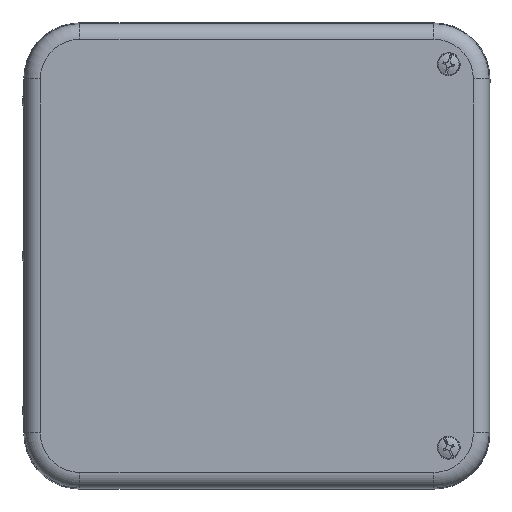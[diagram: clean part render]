
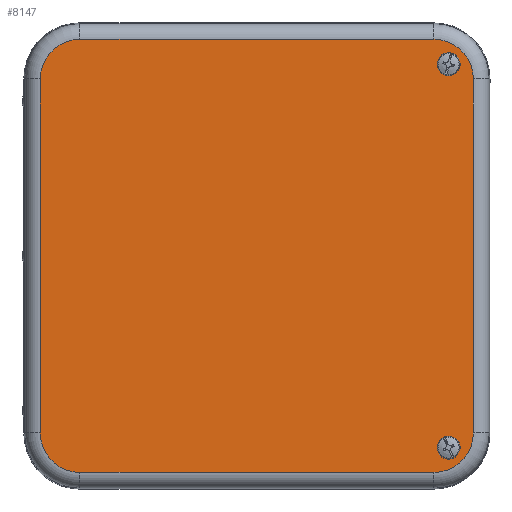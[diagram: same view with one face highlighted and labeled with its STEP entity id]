
A CAD part, top view. The second image highlights one B-rep face of the part: STEP entity #8147.
In plain terms, the highlighted planar face has unit normal (0, 0, 1).
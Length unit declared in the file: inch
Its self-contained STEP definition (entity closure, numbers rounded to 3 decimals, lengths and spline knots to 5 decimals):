
#633=LINE($,#15416,#1115);
#635=LINE($,#15436,#1117);
#638=LINE($,#15443,#1120);
#640=LINE($,#15458,#1122);
#1115=VECTOR($,#11323,5.713);
#1117=VECTOR($,#11347,5.713);
#1120=VECTOR($,#11354,5.713);
#1122=VECTOR($,#11374,5.713);
#1355=PLANE($,#9094);
#1593=FACE_BOUND($,#2944,.T.);
#1594=FACE_BOUND($,#2945,.T.);
#2261=FACE_OUTER_BOUND($,#2943,.T.);
#2943=EDGE_LOOP($,(#7230,#7231,#7232,#7233,#7234,#7235,#7236,#7237));
#2944=EDGE_LOOP($,(#7238));
#2945=EDGE_LOOP($,(#7239));
#3499=CIRCLE($,#9020,0.117);
#3501=CIRCLE($,#9023,0.117);
#3523=CIRCLE($,#9069,0.63807);
#3527=CIRCLE($,#9074,0.63807);
#3531=CIRCLE($,#9081,0.63807);
#3535=CIRCLE($,#9086,0.63807);
#4225=VERTEX_POINT($,#15322);
#4227=VERTEX_POINT($,#15327);
#4256=VERTEX_POINT($,#15413);
#4257=VERTEX_POINT($,#15415);
#4260=VERTEX_POINT($,#15422);
#4261=VERTEX_POINT($,#15427);
#4264=VERTEX_POINT($,#15434);
#4265=VERTEX_POINT($,#15439);
#4268=VERTEX_POINT($,#15446);
#4269=VERTEX_POINT($,#15451);
#5237=EDGE_CURVE($,#4225,#4225,#3499,.T.);
#5239=EDGE_CURVE($,#4227,#4227,#3501,.T.);
#5280=EDGE_CURVE($,#4256,#4257,#633,.T.);
#5284=EDGE_CURVE($,#4260,#4256,#3523,.T.);
#5288=EDGE_CURVE($,#4257,#4261,#3527,.T.);
#5290=EDGE_CURVE($,#4264,#4260,#635,.T.);
#5294=EDGE_CURVE($,#4261,#4265,#638,.T.);
#5296=EDGE_CURVE($,#4268,#4264,#3531,.T.);
#5300=EDGE_CURVE($,#4265,#4269,#3535,.T.);
#5302=EDGE_CURVE($,#4269,#4268,#640,.T.);
#7230=ORIENTED_EDGE($,*,*,#5280,.F.);
#7231=ORIENTED_EDGE($,*,*,#5284,.F.);
#7232=ORIENTED_EDGE($,*,*,#5290,.F.);
#7233=ORIENTED_EDGE($,*,*,#5296,.F.);
#7234=ORIENTED_EDGE($,*,*,#5302,.F.);
#7235=ORIENTED_EDGE($,*,*,#5300,.F.);
#7236=ORIENTED_EDGE($,*,*,#5294,.F.);
#7237=ORIENTED_EDGE($,*,*,#5288,.F.);
#7238=ORIENTED_EDGE($,*,*,#5237,.T.);
#7239=ORIENTED_EDGE($,*,*,#5239,.T.);
#8147=ADVANCED_FACE($,(#2261,#1593,#1594),#1355,.T.);
#9020=AXIS2_PLACEMENT_3D($,#15323,#11216,#11217);
#9023=AXIS2_PLACEMENT_3D($,#15328,#11222,#11223);
#9069=AXIS2_PLACEMENT_3D($,#15424,#11331,#11332);
#9074=AXIS2_PLACEMENT_3D($,#15431,#11341,#11342);
#9081=AXIS2_PLACEMENT_3D($,#15448,#11359,#11360);
#9086=AXIS2_PLACEMENT_3D($,#15455,#11369,#11370);
#9094=AXIS2_PLACEMENT_3D($,#15477,#11394,#11395);
#11216=DIRECTION('center_axis',(0.,0.,-1.));
#11217=DIRECTION('ref_axis',(1.,0.,0.));
#11222=DIRECTION('center_axis',(0.,0.,-1.));
#11223=DIRECTION('ref_axis',(1.,0.,0.));
#11323=DIRECTION($,(1.,0.,0.));
#11331=DIRECTION('center_axis',(0.,0.,-1.));
#11332=DIRECTION('ref_axis',(-0.707,0.707,0.));
#11341=DIRECTION('center_axis',(0.,0.,-1.));
#11342=DIRECTION('ref_axis',(0.707,0.707,0.));
#11347=DIRECTION($,(0.,1.,0.));
#11354=DIRECTION($,(0.,-1.,0.));
#11359=DIRECTION('center_axis',(0.,0.,-1.));
#11360=DIRECTION('ref_axis',(-0.707,-0.707,0.));
#11369=DIRECTION('center_axis',(0.,0.,-1.));
#11370=DIRECTION('ref_axis',(0.707,-0.707,0.));
#11374=DIRECTION($,(-1.,0.,0.));
#11394=DIRECTION('center_axis',(0.,0.,1.));
#11395=DIRECTION('ref_axis',(1.,0.,0.));
#15322=CARTESIAN_POINT('',(3.21075,-3.09375,0.76));
#15323=CARTESIAN_POINT('Origin',(3.09375,-3.09375,0.76));
#15327=CARTESIAN_POINT('',(3.21075,3.09375,0.76));
#15328=CARTESIAN_POINT('Origin',(3.09375,3.09375,0.76));
#15413=CARTESIAN_POINT('',(-2.8565,3.49457,0.76));
#15415=CARTESIAN_POINT('',(2.8565,3.49457,0.76));
#15416=CARTESIAN_POINT($,(-2.8565,3.49457,0.76));
#15422=CARTESIAN_POINT('',(-3.49457,2.8565,0.76));
#15424=CARTESIAN_POINT('Origin',(-2.8565,2.8565,0.76));
#15427=CARTESIAN_POINT('',(3.49457,2.8565,0.76));
#15431=CARTESIAN_POINT('Origin',(2.8565,2.8565,0.76));
#15434=CARTESIAN_POINT('',(-3.49457,-2.8565,0.76));
#15436=CARTESIAN_POINT($,(-3.49457,-2.8565,0.76));
#15439=CARTESIAN_POINT('',(3.49457,-2.8565,0.76));
#15443=CARTESIAN_POINT($,(3.49457,2.8565,0.76));
#15446=CARTESIAN_POINT('',(-2.8565,-3.49457,0.76));
#15448=CARTESIAN_POINT('Origin',(-2.8565,-2.8565,0.76));
#15451=CARTESIAN_POINT('',(2.8565,-3.49457,0.76));
#15455=CARTESIAN_POINT('Origin',(2.8565,-2.8565,0.76));
#15458=CARTESIAN_POINT($,(2.8565,-3.49457,0.76));
#15477=CARTESIAN_POINT('Origin',(0.,0.,0.76));
